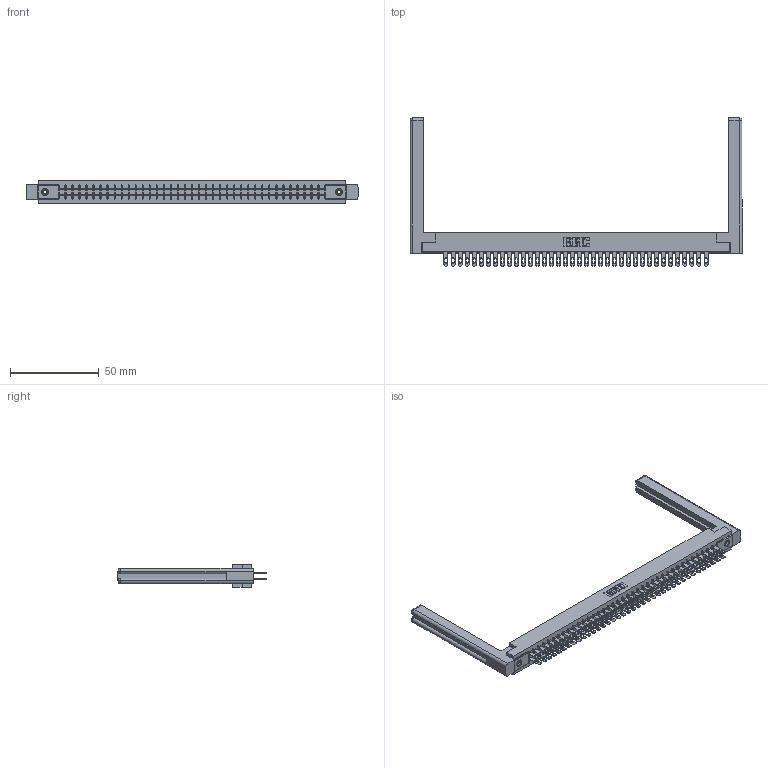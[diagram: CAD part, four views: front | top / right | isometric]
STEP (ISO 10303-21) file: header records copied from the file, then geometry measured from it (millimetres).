
FILE_DESCRIPTION (( 'STEP AP203' ), '1' );
FILE_NAME ('355-076-500-558.STEP', '2019-09-13T13:07:16', ( '' ), ( '' ), 'SwSTEP 2.0', 'SolidWorks 2016', '' );
FILE_SCHEMA (( 'CONFIG_CONTROL_DESIGN' ));
Length unit declared in the file: inch
Products named in the file (5): 305 Part_.156 Dia; 307-220-058; 345-250-001_345-250-001-102; 355-076-500-558; 305-290-001_500
Assembly tree (81 placements, depth 2):
  355-076-500-558
    305 Part_.156 Dia
    305-290-001_500  x76
    345-250-001_345-250-001-102  x2
    307-220-058  x2
Bounding box: 187.2 x 83.49 x 12.7 mm (x, y, z)
Volume: 26371.4 mm3; surface area: 31541.3 mm2
Topology: 81 solids, 81 shells, 4058 faces, 11576 edges, 7500 vertices
Faces by surface type: plane 2280, cylinder 1602, sphere 152, cone 12, torus 12
Entity records: 44286 total; most frequent: CARTESIAN_POINT 7343, ORIENTED_EDGE 7230, DIRECTION 7071, EDGE_CURVE 3615, VECTOR 2907, LINE 2907, VERTEX_POINT 2300, AXIS2_PLACEMENT_3D 2082
